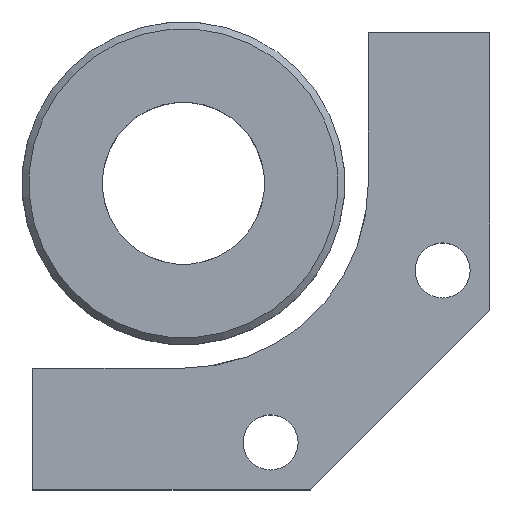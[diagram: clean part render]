
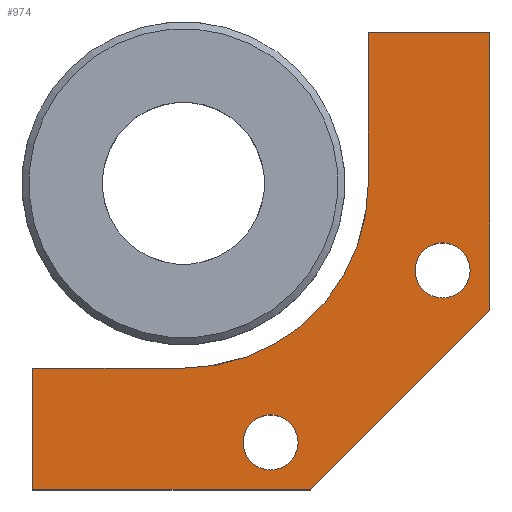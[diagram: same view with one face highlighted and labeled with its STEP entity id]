
A CAD part, top view. The second image highlights one B-rep face of the part: STEP entity #974.
In plain terms, the highlighted planar face has unit normal (0, 0, 1).
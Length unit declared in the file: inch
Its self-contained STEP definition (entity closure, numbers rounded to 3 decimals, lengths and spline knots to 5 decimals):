
#348=VECTOR('',#1102,1.);
#352=VECTOR('',#1109,1.);
#357=VECTOR('',#1115,1.);
#362=VECTOR('',#1127,1.);
#366=VECTOR('',#1132,1.);
#369=VECTOR('',#1137,1.);
#371=VECTOR('',#1140,1.);
#388=LINE('',#1344,#348);
#392=LINE('',#1377,#352);
#397=LINE('',#1387,#357);
#402=LINE('',#1400,#362);
#406=LINE('',#1407,#366);
#409=LINE('',#1413,#369);
#411=LINE('',#1417,#371);
#456=VERTEX_POINT('',#1310);
#457=VERTEX_POINT('',#1312);
#460=VERTEX_POINT('',#1322);
#461=VERTEX_POINT('',#1324);
#466=VERTEX_POINT('',#1345);
#467=VERTEX_POINT('',#1346);
#471=VERTEX_POINT('',#1378);
#474=VERTEX_POINT('',#1386);
#475=VERTEX_POINT('',#1388);
#477=VERTEX_POINT('',#1394);
#480=VERTEX_POINT('',#1406);
#482=VERTEX_POINT('',#1414);
#513=CIRCLE('',#1759,0.085);
#515=CIRCLE('',#1762,0.085);
#517=CIRCLE('',#1765,0.085);
#519=CIRCLE('',#1768,0.085);
#525=CIRCLE('',#1782,0.57);
#564=EDGE_CURVE('',#457,#456,#513,.T.);
#567=EDGE_CURVE('',#456,#457,#515,.T.);
#570=EDGE_CURVE('',#461,#460,#517,.T.);
#573=EDGE_CURVE('',#460,#461,#519,.T.);
#581=EDGE_CURVE('',#466,#467,#388,.T.);
#587=EDGE_CURVE('',#467,#471,#392,.T.);
#592=EDGE_CURVE('',#475,#474,#397,.T.);
#596=EDGE_CURVE('',#474,#477,#525,.T.);
#599=EDGE_CURVE('',#471,#475,#402,.T.);
#603=EDGE_CURVE('',#477,#480,#406,.T.);
#606=EDGE_CURVE('',#482,#466,#409,.T.);
#608=EDGE_CURVE('',#482,#480,#411,.T.);
#757=ORIENTED_EDGE('',*,*,#603,.T.);
#758=ORIENTED_EDGE('',*,*,#608,.F.);
#759=ORIENTED_EDGE('',*,*,#606,.T.);
#760=ORIENTED_EDGE('',*,*,#581,.T.);
#761=ORIENTED_EDGE('',*,*,#587,.T.);
#762=ORIENTED_EDGE('',*,*,#599,.T.);
#763=ORIENTED_EDGE('',*,*,#592,.T.);
#764=ORIENTED_EDGE('',*,*,#596,.T.);
#765=ORIENTED_EDGE('',*,*,#567,.T.);
#766=ORIENTED_EDGE('',*,*,#564,.T.);
#767=ORIENTED_EDGE('',*,*,#573,.T.);
#768=ORIENTED_EDGE('',*,*,#570,.T.);
#845=EDGE_LOOP('',(#757,#758,#759,#760,#761,#762,#763,#764));
#846=EDGE_LOOP('',(#765,#766));
#847=EDGE_LOOP('',(#767,#768));
#913=FACE_BOUND('',#845,.T.);
#914=FACE_BOUND('',#846,.T.);
#915=FACE_BOUND('',#847,.T.);
#974=ADVANCED_FACE('',(#913,#914,#915),#999,.T.);
#999=PLANE('',#1788);
#1061=DIRECTION('',(0.,0.,-1.));
#1062=DIRECTION('',(-0.085,0.,0.));
#1068=DIRECTION('',(0.,0.,-1.));
#1069=DIRECTION('',(0.085,0.,0.));
#1075=DIRECTION('',(0.,0.,-1.));
#1076=DIRECTION('',(-0.085,0.,0.));
#1082=DIRECTION('',(0.,0.,-1.));
#1083=DIRECTION('',(0.085,0.,0.));
#1102=DIRECTION('',(0.707,0.707,0.));
#1109=DIRECTION('',(0.,1.,0.));
#1115=DIRECTION('',(0.,-1.,0.));
#1121=DIRECTION('',(0.,0.,-1.));
#1122=DIRECTION('',(0.57,0.,0.));
#1127=DIRECTION('',(-1.,0.,0.));
#1132=DIRECTION('',(-1.,0.,0.));
#1137=DIRECTION('',(1.,0.,0.));
#1139=DIRECTION('',(0.,0.,1.));
#1140=DIRECTION('',(0.,1.,0.));
#1310=CARTESIAN_POINT('',(0.88403,-0.2687,0.375));
#1311=CARTESIAN_POINT('',(0.79903,-0.2687,0.375));
#1312=CARTESIAN_POINT('',(0.71403,-0.2687,0.375));
#1316=CARTESIAN_POINT('',(0.79903,-0.2687,0.375));
#1322=CARTESIAN_POINT('',(0.3537,-0.79903,0.375));
#1323=CARTESIAN_POINT('',(0.2687,-0.79903,0.375));
#1324=CARTESIAN_POINT('',(0.1837,-0.79903,0.375));
#1328=CARTESIAN_POINT('',(0.2687,-0.79903,0.375));
#1344=CARTESIAN_POINT('',(0.39143,-0.945,0.375));
#1345=CARTESIAN_POINT('',(0.39143,-0.945,0.375));
#1346=CARTESIAN_POINT('',(0.945,-0.39143,0.375));
#1377=CARTESIAN_POINT('',(0.945,-0.39143,0.375));
#1378=CARTESIAN_POINT('',(0.945,0.465,0.375));
#1386=CARTESIAN_POINT('',(0.57,0.,0.375));
#1387=CARTESIAN_POINT('',(0.57,0.465,0.375));
#1388=CARTESIAN_POINT('',(0.57,0.465,0.375));
#1394=CARTESIAN_POINT('',(0.,-0.57,0.375));
#1395=CARTESIAN_POINT('',(0.,0.,0.375));
#1400=CARTESIAN_POINT('',(0.945,0.465,0.375));
#1406=CARTESIAN_POINT('',(-0.465,-0.57,0.375));
#1407=CARTESIAN_POINT('',(0.,-0.57,0.375));
#1413=CARTESIAN_POINT('',(-0.465,-0.945,0.375));
#1414=CARTESIAN_POINT('',(-0.465,-0.945,0.375));
#1416=CARTESIAN_POINT('',(0.24,-0.24,0.375));
#1417=CARTESIAN_POINT('',(-0.465,-0.945,0.375));
#1759=AXIS2_PLACEMENT_3D('',#1311,#1061,#1062);
#1762=AXIS2_PLACEMENT_3D('',#1316,#1068,#1069);
#1765=AXIS2_PLACEMENT_3D('',#1323,#1075,#1076);
#1768=AXIS2_PLACEMENT_3D('',#1328,#1082,#1083);
#1782=AXIS2_PLACEMENT_3D('',#1395,#1121,#1122);
#1788=AXIS2_PLACEMENT_3D('',#1416,#1139,$);
